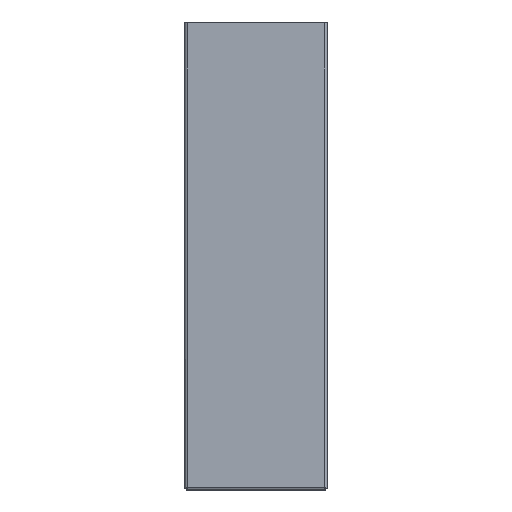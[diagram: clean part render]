
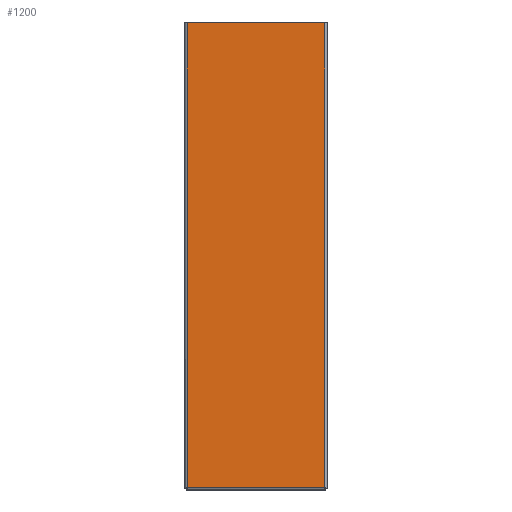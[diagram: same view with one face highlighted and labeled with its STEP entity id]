
A CAD part, front view. The second image highlights one B-rep face of the part: STEP entity #1200.
In plain terms, the highlighted planar face has unit normal (0, -1, 0).
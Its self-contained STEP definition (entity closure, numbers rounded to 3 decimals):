
#114=FACE_OUTER_BOUND('',#177,.T.);
#177=EDGE_LOOP('',(#919,#920,#921,#922));
#275=LINE('',#1750,#403);
#283=LINE('',#1803,#411);
#301=LINE('',#1901,#429);
#308=LINE('',#1951,#436);
#403=VECTOR('',#1410,333.2);
#411=VECTOR('',#1434,98.4);
#429=VECTOR('',#1468,333.2);
#436=VECTOR('',#1489,98.4);
#523=VERTEX_POINT('',#1741);
#524=VERTEX_POINT('',#1749);
#527=VERTEX_POINT('',#1795);
#538=VERTEX_POINT('',#1899);
#632=EDGE_CURVE('',#524,#523,#275,.T.);
#644=EDGE_CURVE('',#523,#527,#283,.T.);
#666=EDGE_CURVE('',#527,#538,#301,.T.);
#676=EDGE_CURVE('',#524,#538,#308,.T.);
#919=ORIENTED_EDGE('',*,*,#632,.T.);
#920=ORIENTED_EDGE('',*,*,#644,.T.);
#921=ORIENTED_EDGE('',*,*,#666,.T.);
#922=ORIENTED_EDGE('',*,*,#676,.F.);
#1067=PLANE('',#1274);
#1200=ADVANCED_FACE('',(#114),#1067,.T.);
#1274=AXIS2_PLACEMENT_3D('',#1952,#1490,#1491);
#1410=DIRECTION('',(0.,0.,-1.));
#1434=DIRECTION('',(1.,0.,0.));
#1468=DIRECTION('',(0.,0.,1.));
#1489=DIRECTION('',(1.,0.,0.));
#1490=DIRECTION('center_axis',(0.,-1.,0.));
#1491=DIRECTION('ref_axis',(0.,0.,1.));
#1741=CARTESIAN_POINT('',(-49.2,-20.8,-125.));
#1749=CARTESIAN_POINT('',(-49.2,-20.8,208.2));
#1750=CARTESIAN_POINT('',(-49.2,-20.8,124.45));
#1795=CARTESIAN_POINT('',(49.2,-20.8,-125.));
#1803=CARTESIAN_POINT('',(-24.6,-20.8,-125.));
#1899=CARTESIAN_POINT('',(49.2,-20.8,208.2));
#1901=CARTESIAN_POINT('',(49.2,-20.8,-42.15));
#1951=CARTESIAN_POINT('',(51.,-20.8,208.2));
#1952=CARTESIAN_POINT('Origin',(0.,-20.8,
40.7));
